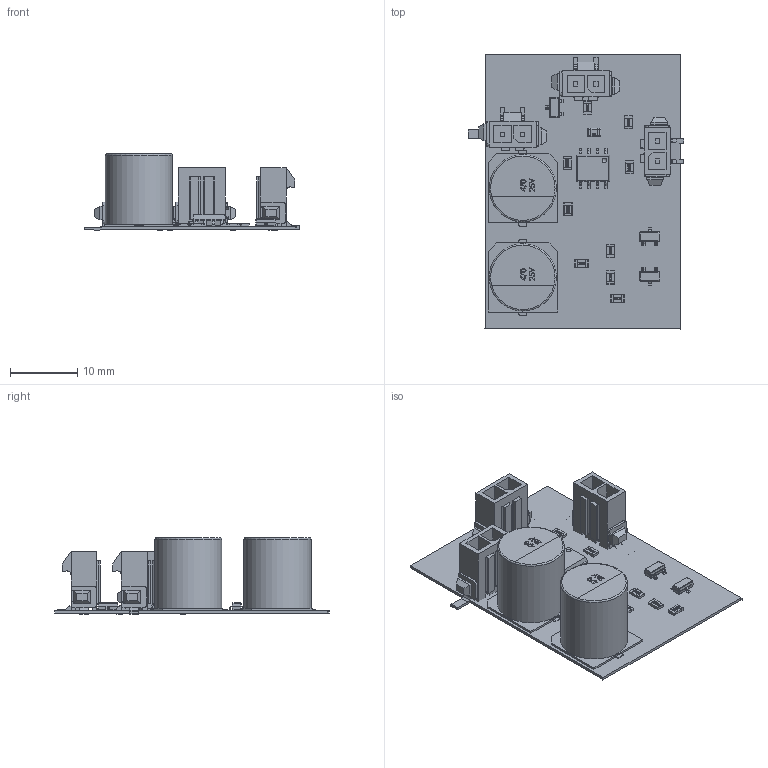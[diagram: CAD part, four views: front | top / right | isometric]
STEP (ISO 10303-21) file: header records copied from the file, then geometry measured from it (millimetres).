
FILE_DESCRIPTION(('Open CASCADE Model'),'2;1');
FILE_NAME('Open CASCADE Shape Model','2020-11-21T21:27:33',('Author'),( 'Open CASCADE'),'Open CASCADE STEP processor 6.8','Open CASCADE 6.8' ,'Unknown');
FILE_SCHEMA(('AUTOMOTIVE_DESIGN { 1 0 10303 214 1 1 1 1 }'));
Length unit declared in the file: millimetre
Products named in the file (44): PCB; Board; Open CASCADE STEP translator 6.8 1.1.1; U?; User_Library-SOIC-8-1; 6226185728; Extruded; VT3; 6281864960; Body; Open_CASCADE_STEP_translator_6.8_8.1.1; Leader; VT2; 6281868000; VT1; 6228931216; Vcc; c-2-1445096-2-e-3d_RGB4408131; R12; chip_0805_r; R11; R10; R9; R8; R7; R4; R2; R1; Out; In; C?; User_Library-10x10_5; C3; C1; SW3dPS-0805_SMD_Capacitor
Assembly tree (65 placements, depth 5):
  PCB
    Board
      Open CASCADE STEP translator 6.8 1.1.1
    U?
      User_Library-SOIC-8-1
      6226185728
        Extruded
    VT3
      6281864960
        Body
          Open_CASCADE_STEP_translator_6.8_8.1.1
        Leader  x3
    VT2
      6281868000
        Body
          Open_CASCADE_STEP_translator_6.8_8.1.1
        Leader  x3
    VT1
      6228931216
        Body
          Open_CASCADE_STEP_translator_6.8_8.1.1
        Leader  x3
    Vcc
      c-2-1445096-2-e-3d_RGB4408131
    R12
      chip_0805_r
    R11
      chip_0805_r
    R10
      chip_0805_r
    R9
      chip_0805_r
    R8
      chip_0805_r
    R7
      chip_0805_r
    R4
      chip_0805_r
    R2
      chip_0805_r
    R1
      chip_0805_r
    Out
      c-2-1445096-2-e-3d_RGB4408131
    In
      c-2-1445096-2-e-3d_RGB4408131
    C?
      User_Library-10x10_5
      User_Library-10x10_5
      User_Library-10x10_5
      User_Library-10x10_5
      6226185728
        Extruded
    C3
      User_Library-10x10_5
      User_Library-10x10_5
      User_Library-10x10_5
      User_Library-10x10_5
      6226185728
        Extruded
Bounding box: 32.15 x 40.89 x 11.37 mm (x, y, z)
Volume: 2800.7 mm3; surface area: 5661.7 mm2
Topology: 92 solids, 92 shells, 2361 faces, 5743 edges, 3503 vertices
Faces by surface type: plane 1257, bspline 518, cylinder 505, extrusion 46, sphere 33, torus 2
Full cylindrical faces by diameter (mm): 10 x2
Entity records: 38837 total; most frequent: CARTESIAN_POINT 13338, ORIENTED_EDGE 4144, DIRECTION 3680, EDGE_CURVE 2072, VECTOR 1478, LINE 1455, VERTEX_POINT 1262, AXIS2_PLACEMENT_3D 1101
